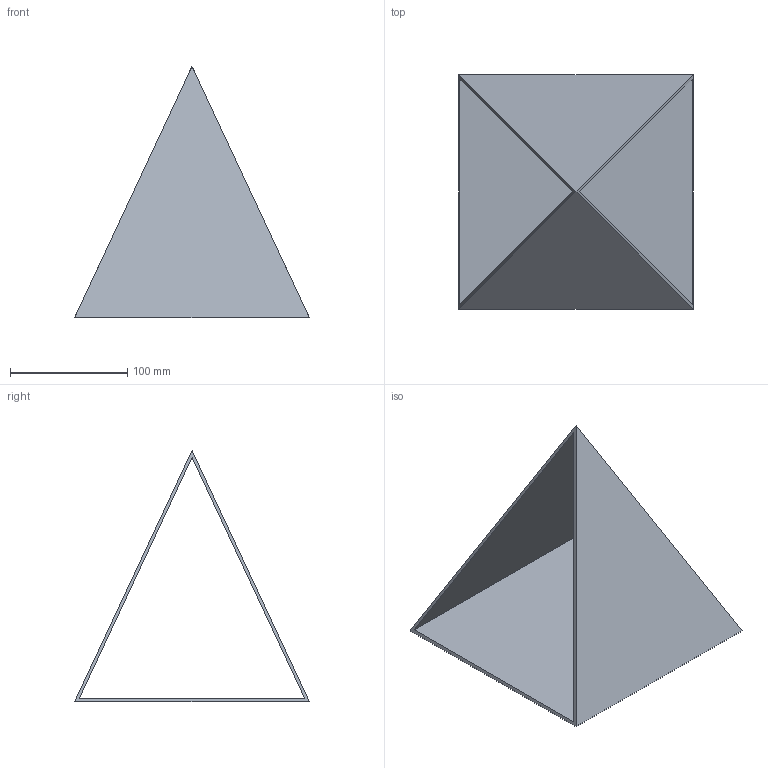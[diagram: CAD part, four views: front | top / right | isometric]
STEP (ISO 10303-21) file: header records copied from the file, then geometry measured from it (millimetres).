
FILE_DESCRIPTION(/* description */ ('STEP AP214'),/* implementation_level */ '2;1');
FILE_NAME(/* name */ '61084303cb39fb4d13864503',/* time_stamp */ '2021-08-02T19:09:55+00:00',/* author */ (''),/* organization */ (''),/* preprocessor_version */ 'ST-DEVELOPER v18.1',/* originating_system */ ' ',/* authorisation */ ' ');
FILE_SCHEMA (('AUTOMOTIVE_DESIGN {1 0 10303 214 3 1 1}'));
Length unit declared in the file: metre
Products named in the file (1): Part 1
Bounding box: 200 x 200 x 214.45 mm (x, y, z)
Volume: 214376.5 mm3; surface area: 175138.7 mm2
Topology: 1 solids, 1 shells, 8 faces, 17 edges, 11 vertices
Faces by surface type: plane 8
Entity records: 247 total; most frequent: CARTESIAN_POINT 37, DIRECTION 35, ORIENTED_EDGE 34, EDGE_CURVE 17, LINE 17, VECTOR 17, VERTEX_POINT 11, EDGE_LOOP 10
